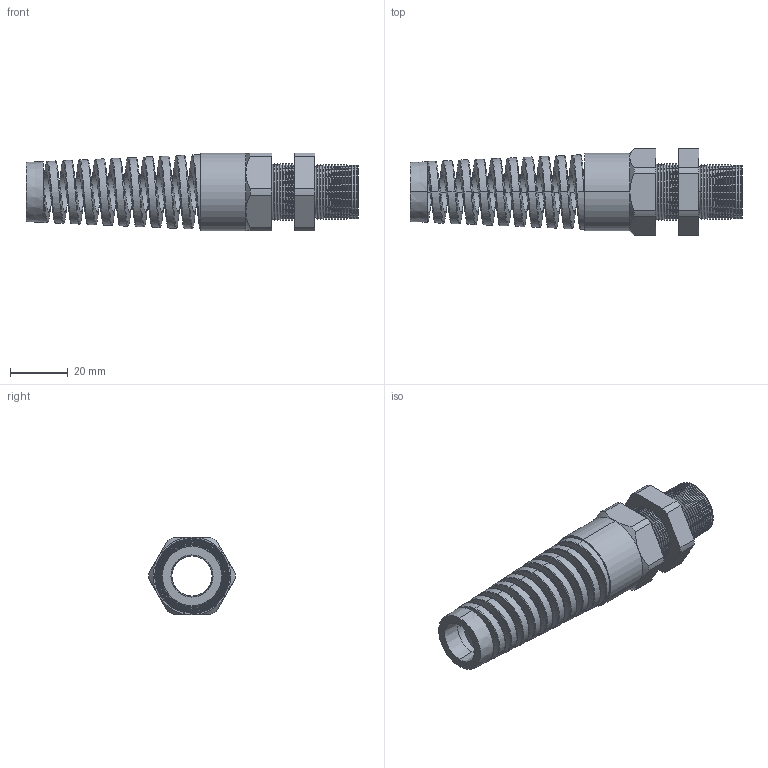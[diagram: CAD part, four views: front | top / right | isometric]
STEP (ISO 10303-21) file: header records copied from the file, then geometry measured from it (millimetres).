
FILE_DESCRIPTION (( 'STEP AP203' ), '1' );
FILE_NAME ('CF22DA-BK.STEP', '2008-05-24T07:11:01', ( 'Baystate01' ), ( 'Baystate' ), 'SwSTEP 2.0', 'SolidWorks 2007', '' );
FILE_SCHEMA (( 'CONFIG_CONTROL_DESIGN' ));
Length unit declared in the file: inch
Products named in the file (1): CF22DA-BK
Bounding box: 115.06 x 29.88 x 26.92 mm (x, y, z)
Volume: 26910.3 mm3; surface area: 19700.3 mm2
Topology: 2 solids, 2 shells, 254 faces, 575 edges, 330 vertices
Faces by surface type: cone 173, cylinder 45, plane 26, torus 6, bspline 4
Entity records: 18685 total; most frequent: CARTESIAN_POINT 13017, DIRECTION 1196, ORIENTED_EDGE 1150, EDGE_CURVE 575, AXIS2_PLACEMENT_3D 475, VERTEX_POINT 330, EDGE_LOOP 265, ADVANCED_FACE 254
